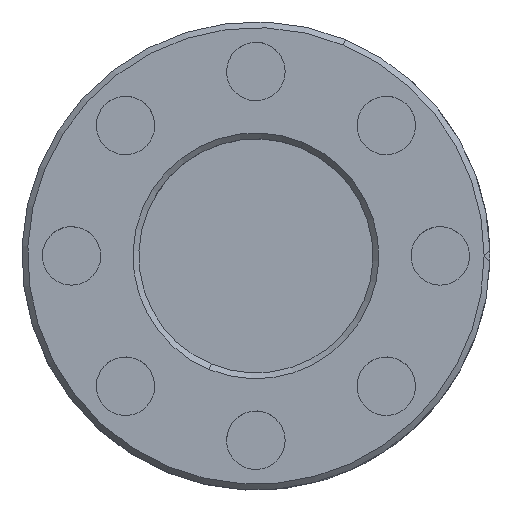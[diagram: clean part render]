
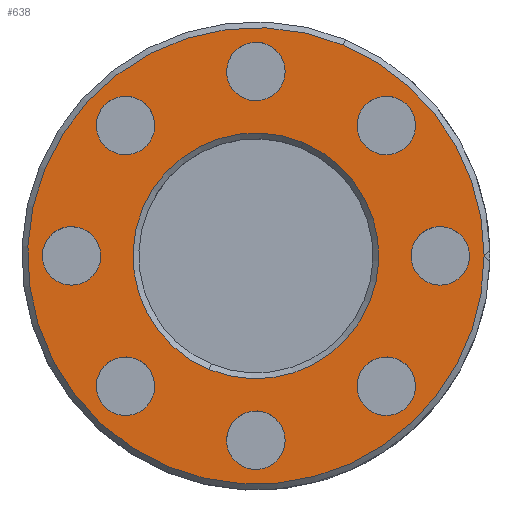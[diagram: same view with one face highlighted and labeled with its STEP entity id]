
A CAD part, top view. The second image highlights one B-rep face of the part: STEP entity #638.
In plain terms, the highlighted planar face has unit normal (0, 0, 1).
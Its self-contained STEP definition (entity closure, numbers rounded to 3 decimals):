
#67=CARTESIAN_POINT('',(0.,-15.75,0.));
#68=DIRECTION('',(0.,0.,-1.));
#69=DIRECTION('',(0.383,0.924,0.));
#70=AXIS2_PLACEMENT_3D('',#67,#68,#69);
#72=CARTESIAN_POINT('',(0.,-15.75,0.));
#73=DIRECTION('',(0.,0.,-1.));
#74=DIRECTION('',(-0.383,-0.924,0.));
#75=AXIS2_PLACEMENT_3D('',#72,#73,#74);
#77=CARTESIAN_POINT('',(-11.137,-11.137,0.));
#78=DIRECTION('',(0.,0.,-1.));
#79=DIRECTION('',(0.383,0.924,0.));
#80=AXIS2_PLACEMENT_3D('',#77,#78,#79);
#82=CARTESIAN_POINT('',(-11.137,-11.137,0.));
#83=DIRECTION('',(0.,0.,-1.));
#84=DIRECTION('',(-0.383,-0.924,0.));
#85=AXIS2_PLACEMENT_3D('',#82,#83,#84);
#87=CARTESIAN_POINT('',(11.137,-11.137,0.));
#88=DIRECTION('',(0.,0.,-1.));
#89=DIRECTION('',(0.383,0.924,0.));
#90=AXIS2_PLACEMENT_3D('',#87,#88,#89);
#92=CARTESIAN_POINT('',(11.137,-11.137,0.));
#93=DIRECTION('',(0.,0.,-1.));
#94=DIRECTION('',(-0.383,-0.924,0.));
#95=AXIS2_PLACEMENT_3D('',#92,#93,#94);
#97=CARTESIAN_POINT('',(-15.75,0.,0.));
#98=DIRECTION('',(0.,0.,-1.));
#99=DIRECTION('',(0.383,0.924,0.));
#100=AXIS2_PLACEMENT_3D('',#97,#98,#99);
#102=CARTESIAN_POINT('',(-15.75,0.,0.));
#103=DIRECTION('',(0.,0.,-1.));
#104=DIRECTION('',(-0.383,-0.924,0.));
#105=AXIS2_PLACEMENT_3D('',#102,#103,#104);
#107=CARTESIAN_POINT('',(-11.137,11.137,0.));
#108=DIRECTION('',(0.,0.,-1.));
#109=DIRECTION('',(0.383,0.924,0.));
#110=AXIS2_PLACEMENT_3D('',#107,#108,#109);
#112=CARTESIAN_POINT('',(-11.137,11.137,0.));
#113=DIRECTION('',(0.,0.,-1.));
#114=DIRECTION('',(-0.383,-0.924,0.));
#115=AXIS2_PLACEMENT_3D('',#112,#113,#114);
#117=CARTESIAN_POINT('',(0.,15.75,0.));
#118=DIRECTION('',(0.,0.,-1.));
#119=DIRECTION('',(0.383,0.924,0.));
#120=AXIS2_PLACEMENT_3D('',#117,#118,#119);
#122=CARTESIAN_POINT('',(0.,15.75,0.));
#123=DIRECTION('',(0.,0.,-1.));
#124=DIRECTION('',(-0.383,-0.924,0.));
#125=AXIS2_PLACEMENT_3D('',#122,#123,#124);
#127=CARTESIAN_POINT('',(11.137,11.137,0.));
#128=DIRECTION('',(0.,0.,-1.));
#129=DIRECTION('',(0.383,0.924,0.));
#130=AXIS2_PLACEMENT_3D('',#127,#128,#129);
#132=CARTESIAN_POINT('',(11.137,11.137,0.));
#133=DIRECTION('',(0.,0.,-1.));
#134=DIRECTION('',(-0.383,-0.924,0.));
#135=AXIS2_PLACEMENT_3D('',#132,#133,#134);
#137=CARTESIAN_POINT('',(0.,0.,0.));
#138=DIRECTION('',(0.,0.,-1.));
#139=DIRECTION('',(0.383,0.924,0.));
#140=AXIS2_PLACEMENT_3D('',#137,#138,#139);
#142=CARTESIAN_POINT('',(0.,0.,0.));
#143=DIRECTION('',(0.,0.,-1.));
#144=DIRECTION('',(-0.383,-0.924,0.));
#145=AXIS2_PLACEMENT_3D('',#142,#143,#144);
#147=CARTESIAN_POINT('',(0.,0.,0.));
#148=DIRECTION('',(0.,0.,1.));
#149=DIRECTION('',(0.383,0.924,0.));
#150=AXIS2_PLACEMENT_3D('',#147,#148,#149);
#152=CARTESIAN_POINT('',(0.,0.,0.));
#153=DIRECTION('',(0.,0.,1.));
#154=DIRECTION('',(1.,0.,0.));
#155=AXIS2_PLACEMENT_3D('',#152,#153,#154);
#157=CARTESIAN_POINT('',(0.,0.,0.));
#158=DIRECTION('',(0.,0.,1.));
#159=DIRECTION('',(-0.383,-0.924,0.));
#160=AXIS2_PLACEMENT_3D('',#157,#158,#159);
#162=CARTESIAN_POINT('',(15.75,0.,0.));
#163=DIRECTION('',(0.,0.,-1.));
#164=DIRECTION('',(0.383,0.924,0.));
#165=AXIS2_PLACEMENT_3D('',#162,#163,#164);
#167=CARTESIAN_POINT('',(15.75,0.,0.));
#168=DIRECTION('',(0.,0.,-1.));
#169=DIRECTION('',(-0.383,-0.924,0.));
#170=AXIS2_PLACEMENT_3D('',#167,#168,#169);
#375=CARTESIAN_POINT('',(19.5,0.,
0.));
#376=VERTEX_POINT('',#375);
#390=CARTESIAN_POINT('',(7.462,18.016,0.));
#391=VERTEX_POINT('',#390);
#392=CARTESIAN_POINT('',(-7.462,-18.016,0.));
#393=VERTEX_POINT('',#392);
#402=CARTESIAN_POINT('',(16.707,2.31,0.));
#404=VERTEX_POINT('',#402);
#406=CARTESIAN_POINT('',(14.793,-2.31,0.));
#408=VERTEX_POINT('',#406);
#410=CARTESIAN_POINT('',(4.018,9.701,0.));
#411=VERTEX_POINT('',#410);
#412=CARTESIAN_POINT('',(-4.018,-9.701,0.));
#413=VERTEX_POINT('',#412);
#414=CARTESIAN_POINT('',(12.094,13.447,0.));
#416=VERTEX_POINT('',#414);
#418=CARTESIAN_POINT('',(10.18,8.827,0.));
#420=VERTEX_POINT('',#418);
#422=CARTESIAN_POINT('',(0.957,18.06,0.));
#424=VERTEX_POINT('',#422);
#426=CARTESIAN_POINT('',(-0.957,13.44,0.));
#428=VERTEX_POINT('',#426);
#430=CARTESIAN_POINT('',(-10.18,13.447,0.));
#432=VERTEX_POINT('',#430);
#434=CARTESIAN_POINT('',(-12.094,8.827,0.));
#436=VERTEX_POINT('',#434);
#438=CARTESIAN_POINT('',(-14.793,2.31,0.));
#440=VERTEX_POINT('',#438);
#442=CARTESIAN_POINT('',(-16.707,-2.31,0.));
#444=VERTEX_POINT('',#442);
#446=CARTESIAN_POINT('',(12.094,-8.827,0.));
#448=VERTEX_POINT('',#446);
#450=CARTESIAN_POINT('',(10.18,-13.447,0.));
#452=VERTEX_POINT('',#450);
#454=CARTESIAN_POINT('',(-10.18,-8.827,0.));
#456=VERTEX_POINT('',#454);
#458=CARTESIAN_POINT('',(-12.094,-13.447,0.));
#460=VERTEX_POINT('',#458);
#462=CARTESIAN_POINT('',(0.957,-13.44,0.));
#464=VERTEX_POINT('',#462);
#466=CARTESIAN_POINT('',(-0.957,-18.06,0.));
#468=VERTEX_POINT('',#466);
#573=CARTESIAN_POINT('',(-9.239,3.827,0.));
#574=DIRECTION('',(0.,0.,-1.));
#575=DIRECTION('',(0.383,0.924,0.));
#576=AXIS2_PLACEMENT_3D('',#573,#574,#575);
#577=PLANE('',#576);
#579=ORIENTED_EDGE('',*,*,#578,.F.);
#580=ORIENTED_EDGE('',*,*,#539,.F.);
#581=ORIENTED_EDGE('',*,*,#552,.F.);
#582=EDGE_LOOP('',(#579,#580,#581));
#583=FACE_OUTER_BOUND('',#582,.F.);
#585=ORIENTED_EDGE('',*,*,#584,.F.);
#587=ORIENTED_EDGE('',*,*,#586,.F.);
#588=EDGE_LOOP('',(#585,#587));
#589=FACE_BOUND('',#588,.F.);
#591=ORIENTED_EDGE('',*,*,#590,.F.);
#593=ORIENTED_EDGE('',*,*,#592,.F.);
#594=EDGE_LOOP('',(#591,#593));
#595=FACE_BOUND('',#594,.F.);
#597=ORIENTED_EDGE('',*,*,#596,.F.);
#599=ORIENTED_EDGE('',*,*,#598,.F.);
#600=EDGE_LOOP('',(#597,#599));
#601=FACE_BOUND('',#600,.F.);
#603=ORIENTED_EDGE('',*,*,#602,.F.);
#605=ORIENTED_EDGE('',*,*,#604,.F.);
#606=EDGE_LOOP('',(#603,#605));
#607=FACE_BOUND('',#606,.F.);
#609=ORIENTED_EDGE('',*,*,#608,.F.);
#611=ORIENTED_EDGE('',*,*,#610,.F.);
#612=EDGE_LOOP('',(#609,#611));
#613=FACE_BOUND('',#612,.F.);
#615=ORIENTED_EDGE('',*,*,#614,.F.);
#617=ORIENTED_EDGE('',*,*,#616,.F.);
#618=EDGE_LOOP('',(#615,#617));
#619=FACE_BOUND('',#618,.F.);
#621=ORIENTED_EDGE('',*,*,#620,.F.);
#623=ORIENTED_EDGE('',*,*,#622,.F.);
#624=EDGE_LOOP('',(#621,#623));
#625=FACE_BOUND('',#624,.F.);
#627=ORIENTED_EDGE('',*,*,#626,.F.);
#629=ORIENTED_EDGE('',*,*,#628,.F.);
#630=EDGE_LOOP('',(#627,#629));
#631=FACE_BOUND('',#630,.F.);
#633=ORIENTED_EDGE('',*,*,#632,.F.);
#635=ORIENTED_EDGE('',*,*,#634,.F.);
#636=EDGE_LOOP('',(#633,#635));
#637=FACE_BOUND('',#636,.F.);
#638=ADVANCED_FACE('',(#583,#589,#595,#601,#607,#613,#619,#625,#631,#637),#577,
.F.);
#71=CIRCLE('',#70,2.5);
#76=CIRCLE('',#75,2.5);
#81=CIRCLE('',#80,2.5);
#86=CIRCLE('',#85,2.5);
#91=CIRCLE('',#90,2.5);
#96=CIRCLE('',#95,2.5);
#101=CIRCLE('',#100,2.5);
#106=CIRCLE('',#105,2.5);
#111=CIRCLE('',#110,2.5);
#116=CIRCLE('',#115,2.5);
#121=CIRCLE('',#120,2.5);
#126=CIRCLE('',#125,2.5);
#131=CIRCLE('',#130,2.5);
#136=CIRCLE('',#135,2.5);
#141=CIRCLE('',#140,10.5);
#146=CIRCLE('',#145,10.5);
#151=CIRCLE('',#150,19.5);
#156=CIRCLE('',#155,19.5);
#161=CIRCLE('',#160,19.5);
#166=CIRCLE('',#165,2.5);
#171=CIRCLE('',#170,2.5);
#539=EDGE_CURVE('',#376,#391,#156,.T.);
#552=EDGE_CURVE('',#393,#376,#161,.T.);
#578=EDGE_CURVE('',#391,#393,#151,.T.);
#584=EDGE_CURVE('',#456,#460,#81,.T.);
#586=EDGE_CURVE('',#460,#456,#86,.T.);
#590=EDGE_CURVE('',#448,#452,#91,.T.);
#592=EDGE_CURVE('',#452,#448,#96,.T.);
#596=EDGE_CURVE('',#440,#444,#101,.T.);
#598=EDGE_CURVE('',#444,#440,#106,.T.);
#602=EDGE_CURVE('',#432,#436,#111,.T.);
#604=EDGE_CURVE('',#436,#432,#116,.T.);
#608=EDGE_CURVE('',#424,#428,#121,.T.);
#610=EDGE_CURVE('',#428,#424,#126,.T.);
#614=EDGE_CURVE('',#416,#420,#131,.T.);
#616=EDGE_CURVE('',#420,#416,#136,.T.);
#620=EDGE_CURVE('',#411,#413,#141,.T.);
#622=EDGE_CURVE('',#413,#411,#146,.T.);
#626=EDGE_CURVE('',#464,#468,#71,.T.);
#628=EDGE_CURVE('',#468,#464,#76,.T.);
#632=EDGE_CURVE('',#404,#408,#166,.T.);
#634=EDGE_CURVE('',#408,#404,#171,.T.);
